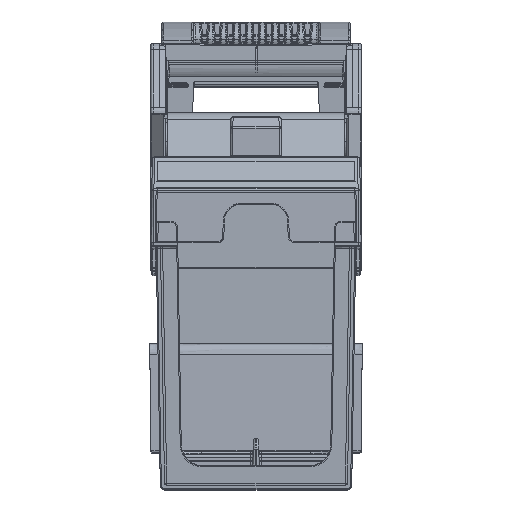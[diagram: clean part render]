
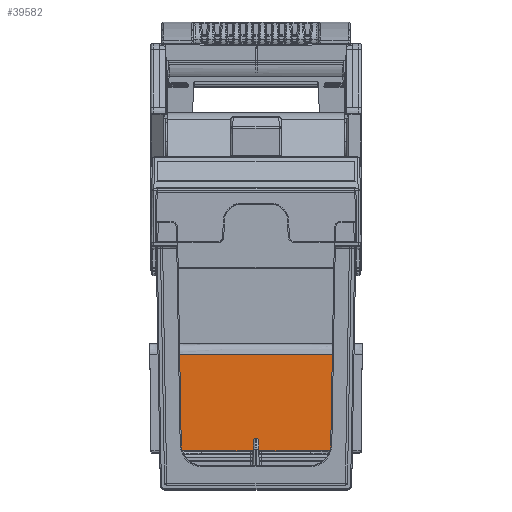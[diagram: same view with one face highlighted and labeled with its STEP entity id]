
A CAD part, top view. The second image highlights one B-rep face of the part: STEP entity #39582.
In plain terms, the highlighted planar face has unit normal (0, 0.018, 1).
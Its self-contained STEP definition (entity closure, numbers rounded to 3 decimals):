
#33586=FACE_OUTER_BOUND('',#45941,.T.);
#38204=ELLIPSE('',#112941,1.,1.);
#38205=ELLIPSE('',#112942,1.,1.);
#38206=ELLIPSE('',#112943,1.,1.);
#38207=ELLIPSE('',#112944,1.,1.);
#38208=ELLIPSE('',#112945,1.,1.);
#38209=ELLIPSE('',#112946,1.,1.);
#39582=ADVANCED_FACE('',(#33586),#44313,.T.);
#44313=PLANE('',#112947);
#45941=EDGE_LOOP('',(#57867,#57868,#57869,#57870,#57871,#57872,#57873,#57874,
#57875,#57876,#57877,#57878,#57879,#57880,#57881,#57882,#57883,#57884));
#57867=ORIENTED_EDGE('',*,*,#90519,.F.);
#57868=ORIENTED_EDGE('',*,*,#89491,.T.);
#57869=ORIENTED_EDGE('',*,*,#90520,.F.);
#57870=ORIENTED_EDGE('',*,*,#90521,.F.);
#57871=ORIENTED_EDGE('',*,*,#90522,.T.);
#57872=ORIENTED_EDGE('',*,*,#90523,.F.);
#57873=ORIENTED_EDGE('',*,*,#90524,.F.);
#57874=ORIENTED_EDGE('',*,*,#90311,.T.);
#57875=ORIENTED_EDGE('',*,*,#90525,.F.);
#57876=ORIENTED_EDGE('',*,*,#90526,.F.);
#57877=ORIENTED_EDGE('',*,*,#90527,.T.);
#57878=ORIENTED_EDGE('',*,*,#90528,.T.);
#57879=ORIENTED_EDGE('',*,*,#90529,.F.);
#57880=ORIENTED_EDGE('',*,*,#90530,.F.);
#57881=ORIENTED_EDGE('',*,*,#90531,.F.);
#57882=ORIENTED_EDGE('',*,*,#90532,.T.);
#57883=ORIENTED_EDGE('',*,*,#90533,.T.);
#57884=ORIENTED_EDGE('',*,*,#90534,.F.);
#81590=VERTEX_POINT('',#137953);
#81591=VERTEX_POINT('',#137954);
#82170=VERTEX_POINT('',#140924);
#82171=VERTEX_POINT('',#140926);
#82278=VERTEX_POINT('',#144225);
#82279=VERTEX_POINT('',#144227);
#82280=VERTEX_POINT('',#144229);
#82281=VERTEX_POINT('',#144231);
#82282=VERTEX_POINT('',#144233);
#82283=VERTEX_POINT('',#144236);
#82284=VERTEX_POINT('',#144238);
#82285=VERTEX_POINT('',#144240);
#82286=VERTEX_POINT('',#144242);
#82287=VERTEX_POINT('',#144244);
#82288=VERTEX_POINT('',#144246);
#82289=VERTEX_POINT('',#144248);
#82290=VERTEX_POINT('',#144250);
#82291=VERTEX_POINT('',#144252);
#89491=EDGE_CURVE('',#81590,#81591,#102187,.T.);
#90311=EDGE_CURVE('',#82171,#82170,#102746,.T.);
#90519=EDGE_CURVE('',#81590,#82278,#102802,.T.);
#90520=EDGE_CURVE('',#82279,#81591,#102803,.T.);
#90521=EDGE_CURVE('',#82280,#82279,#38204,.T.);
#90522=EDGE_CURVE('',#82280,#82281,#102804,.T.);
#90523=EDGE_CURVE('',#82282,#82281,#38205,.T.);
#90524=EDGE_CURVE('',#82171,#82282,#102805,.T.);
#90525=EDGE_CURVE('',#82283,#82170,#102806,.T.);
#90526=EDGE_CURVE('',#82284,#82283,#38206,.T.);
#90527=EDGE_CURVE('',#82284,#82285,#102807,.T.);
#90528=EDGE_CURVE('',#82285,#82286,#38207,.T.);
#90529=EDGE_CURVE('',#82287,#82286,#102808,.T.);
#90530=EDGE_CURVE('',#82288,#82287,#102809,.T.);
#90531=EDGE_CURVE('',#82289,#82288,#102810,.T.);
#90532=EDGE_CURVE('',#82289,#82290,#38208,.T.);
#90533=EDGE_CURVE('',#82290,#82291,#102811,.T.);
#90534=EDGE_CURVE('',#82278,#82291,#38209,.T.);
#102187=LINE('',#137952,#107365);
#102746=LINE('',#140925,#107952);
#102802=LINE('',#144224,#108009);
#102803=LINE('',#144226,#108010);
#102804=LINE('',#144230,#108011);
#102805=LINE('',#144234,#108012);
#102806=LINE('',#144235,#108013);
#102807=LINE('',#144239,#108014);
#102808=LINE('',#144243,#108015);
#102809=LINE('',#144245,#108016);
#102810=LINE('',#144247,#108017);
#102811=LINE('',#144251,#108018);
#107365=VECTOR('',#119203,1.);
#107952=VECTOR('',#120412,1.);
#108009=VECTOR('',#120585,1.);
#108010=VECTOR('',#120586,1.);
#108011=VECTOR('',#120589,1.);
#108012=VECTOR('',#120592,1.);
#108013=VECTOR('',#120593,1.);
#108014=VECTOR('',#120596,1.);
#108015=VECTOR('',#120599,1.);
#108016=VECTOR('',#120600,1.);
#108017=VECTOR('',#120601,1.);
#108018=VECTOR('',#120604,1.);
#112941=AXIS2_PLACEMENT_3D('',#144228,#120587,#120588);
#112942=AXIS2_PLACEMENT_3D('',#144232,#120590,#120591);
#112943=AXIS2_PLACEMENT_3D('',#144237,#120594,#120595);
#112944=AXIS2_PLACEMENT_3D('',#144241,#120597,#120598);
#112945=AXIS2_PLACEMENT_3D('',#144249,#120602,#120603);
#112946=AXIS2_PLACEMENT_3D('',#144253,#120605,#120606);
#112947=AXIS2_PLACEMENT_3D('',#144254,#120607,#120608);
#119203=DIRECTION('',(1.,0.,0.));
#120412=DIRECTION('',(1.,0.,0.));
#120585=DIRECTION('',(-0.017,1.,-0.017));
#120586=DIRECTION('',(-0.017,-1.,0.017));
#120587=DIRECTION('',(0.,0.017,1.));
#120588=DIRECTION('',(0.,1.,-0.017));
#120589=DIRECTION('',(1.,0.,0.));
#120590=DIRECTION('',(0.,0.017,1.));
#120591=DIRECTION('',(0.,1.,-0.017));
#120592=DIRECTION('',(-0.017,1.,-0.017));
#120593=DIRECTION('',(-0.017,-1.,0.017));
#120594=DIRECTION('',(0.,0.017,1.));
#120595=DIRECTION('',(0.,1.,-0.017));
#120596=DIRECTION('',(1.,0.,0.));
#120597=DIRECTION('',(0.,0.017,1.));
#120598=DIRECTION('',(0.,-1.,0.017));
#120599=DIRECTION('',(-0.017,-1.,0.017));
#120600=DIRECTION('',(1.,0.,0.));
#120601=DIRECTION('',(-0.017,1.,-0.017));
#120602=DIRECTION('',(0.,0.017,1.));
#120603=DIRECTION('',(0.,-1.,0.017));
#120604=DIRECTION('',(1.,0.,0.));
#120605=DIRECTION('',(0.,0.017,1.));
#120606=DIRECTION('',(0.,1.,-0.017));
#120607=DIRECTION('',(0.,0.017,1.));
#120608=DIRECTION('',(0.,1.,-0.017));
#137952=CARTESIAN_POINT('',(0.,-24.,365.));
#137953=CARTESIAN_POINT('',(-38.401,-24.,365.));
#137954=CARTESIAN_POINT('',(-1.349,-24.,365.));
#140924=CARTESIAN_POINT('',(38.401,-24.,365.));
#140925=CARTESIAN_POINT('',(0.,-24.,365.));
#140926=CARTESIAN_POINT('',(1.349,-24.,365.));
#144224=CARTESIAN_POINT('',(-38.375,-25.533,365.027));
#144225=CARTESIAN_POINT('',(-38.483,-19.333,364.919));
#144226=CARTESIAN_POINT('',(-1.333,-23.113,364.985));
#144227=CARTESIAN_POINT('',(-1.267,-19.333,364.919));
#144228=CARTESIAN_POINT('',(-0.267,-19.35,364.919));
#144229=CARTESIAN_POINT('',(-0.267,-18.35,364.901));
#144230=CARTESIAN_POINT('',(49.5,-18.35,364.901));
#144231=CARTESIAN_POINT('',(0.267,-18.35,364.901));
#144232=CARTESIAN_POINT('',(0.267,-19.35,364.919));
#144233=CARTESIAN_POINT('',(1.267,-19.333,364.919));
#144234=CARTESIAN_POINT('',(1.363,-24.84,365.015));
#144235=CARTESIAN_POINT('',(38.405,-23.806,364.997));
#144236=CARTESIAN_POINT('',(38.483,-19.333,364.919));
#144237=CARTESIAN_POINT('',(39.483,-19.35,364.919));
#144238=CARTESIAN_POINT('',(39.483,-18.35,364.901));
#144239=CARTESIAN_POINT('',(49.5,-18.35,364.901));
#144240=CARTESIAN_POINT('',(42.003,-18.35,364.901));
#144241=CARTESIAN_POINT('',(42.003,-17.35,364.884));
#144242=CARTESIAN_POINT('',(43.002,-17.367,364.884));
#144243=CARTESIAN_POINT('',(42.889,-23.885,364.998));
#144244=CARTESIAN_POINT('',(43.674,21.087,364.213));
#144245=CARTESIAN_POINT('',(0.,21.087,364.213));
#144246=CARTESIAN_POINT('',(-43.674,21.087,364.213));
#144247=CARTESIAN_POINT('',(-42.859,-25.612,365.028));
#144248=CARTESIAN_POINT('',(-43.002,-17.367,364.884));
#144249=CARTESIAN_POINT('',(-42.003,-17.35,364.884));
#144250=CARTESIAN_POINT('',(-42.003,-18.35,364.901));
#144251=CARTESIAN_POINT('',(49.5,-18.35,364.901));
#144252=CARTESIAN_POINT('',(-39.483,-18.35,364.901));
#144253=CARTESIAN_POINT('',(-39.483,-19.35,364.919));
#144254=CARTESIAN_POINT('',(49.5,-24.,365.));
